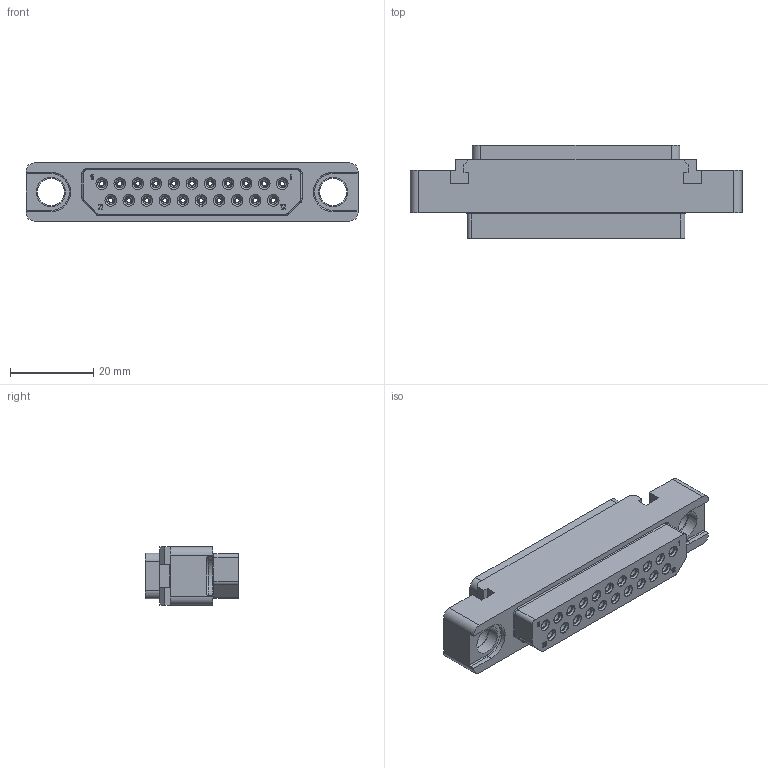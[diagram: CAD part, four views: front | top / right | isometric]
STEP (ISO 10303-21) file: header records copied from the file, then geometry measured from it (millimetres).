
FILE_DESCRIPTION((''),'2;1');
FILE_NAME('1900ND04S1X00C','2019-10-29T',('presta_be4'),(''),'CREO PARAMETRIC BY PTC INC, 2018360','CREO PARAMETRIC BY PTC INC, 2018360','');
FILE_SCHEMA(('CONFIG_CONTROL_DESIGN'));
Length unit declared in the file: millimetre
Products named in the file (1): 1900ND04S1X00C
Bounding box: 80 x 22.57 x 14 mm (x, y, z)
Volume: 12261.6 mm3; surface area: 11082.9 mm2
Topology: 1 solids, 1 shells, 1681 faces, 3710 edges, 2158 vertices
Faces by surface type: torus 512, cylinder 476, plane 389, cone 298, bspline 6
Entity records: 46542 total; most frequent: DIRECTION 9134, CARTESIAN_POINT 7885, ORIENTED_EDGE 7420, AXIS2_PLACEMENT_3D 3799, EDGE_CURVE 3710, VERTEX_POINT 2158, CIRCLE 2124, EDGE_LOOP 1894
